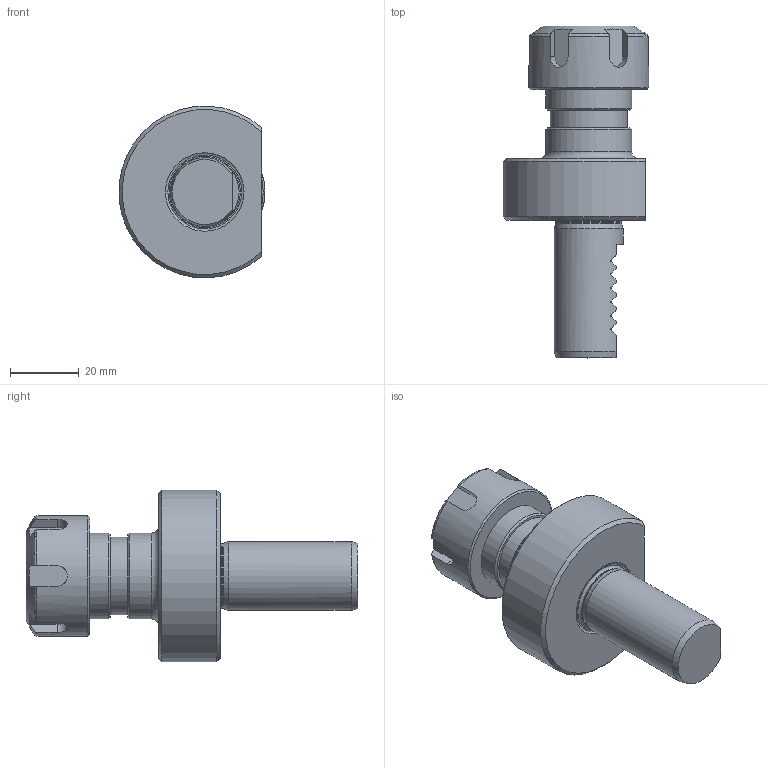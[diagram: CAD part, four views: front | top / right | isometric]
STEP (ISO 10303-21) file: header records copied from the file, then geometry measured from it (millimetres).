
FILE_DESCRIPTION (( 'STEP AP214' ), '1' );
FILE_NAME ('E420-20.STEP', '2025-07-30T10:01:01', ( '' ), ( '' ), 'SwSTEP 2.0', 'SolidWorks 2023', '' );
FILE_SCHEMA (( 'AUTOMOTIVE_DESIGN' ));
Length unit declared in the file: millimetre
Products named in the file (1): E420-20
Bounding box: 42.41 x 96.52 x 49.96 mm (x, y, z)
Volume: 68508.3 mm3; surface area: 13431.2 mm2
Topology: 1 solids, 1 shells, 283 faces, 744 edges, 494 vertices
Faces by surface type: plane 185, cylinder 45, bspline 35, torus 10, cone 8
Full cylindrical faces by diameter (mm): 1.7 x1, 2.1 x1, 6.366 x1, 19.1 x1, 20 x1, 22.5 x1, 25 x2, 35 x1
Entity records: 13366 total; most frequent: CARTESIAN_POINT 4681, ORIENTED_EDGE 1442, DIRECTION 1167, EDGE_CURVE 721, VERTEX_POINT 489, LINE 477, VECTOR 477, AXIS2_PLACEMENT_3D 345
